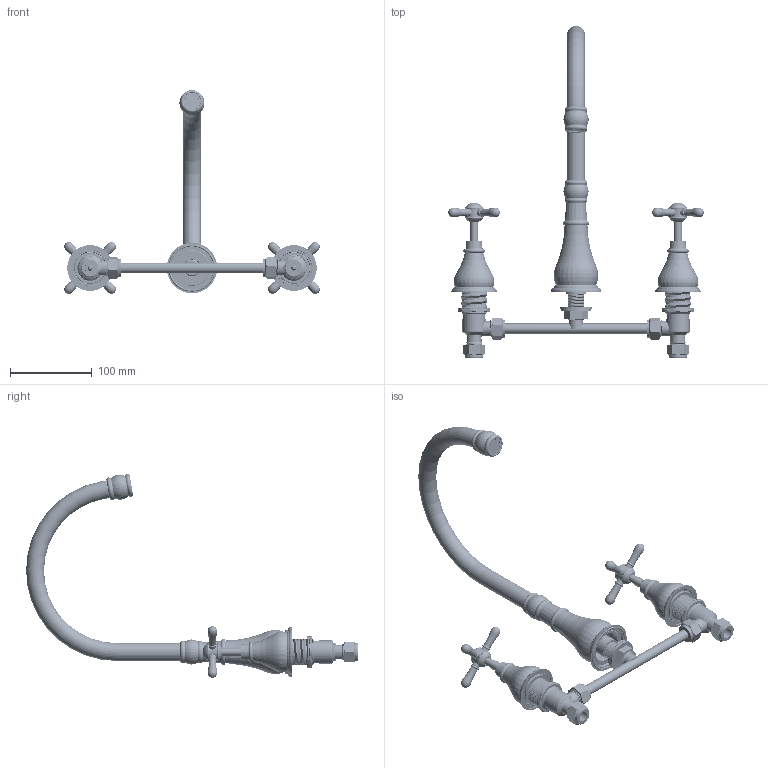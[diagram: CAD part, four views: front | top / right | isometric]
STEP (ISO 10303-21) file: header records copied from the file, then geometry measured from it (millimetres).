
FILE_DESCRIPTION (( 'STEP AP203' ), '1' );
FILE_NAME ('MV1014CH.STEP', '2020-02-26T06:53:45', ( 'Windows 蚚誧' ), ( '' ), 'SwSTEP 2.0', 'SolidWorks 2019', '' );
FILE_SCHEMA (( 'CONFIG_CONTROL_DESIGN' ));
Length unit declared in the file: millimetre
Products named in the file (54):     M70ZS02C     MV醱髓堤阨奪釱; 邧參醱髓褒概郪; 鞣羲36.5詢概裔 J05010C00; MV堤阨諳ㄗ郪ㄘ; G1-2報滇酗諉芛; 22報滇埴俔ㄗ爾諉ㄘ;    M70ZS01C     MV醱髓笘欶蚾庉簽; MV22堤阨奪蟀諉璃; MV堤阨諳;    M70ZS00C     MV醱髓笘欶 ; 220報滇豜肣諉奪郪; 砦阨郋郪; M05001P00  呿蹋縐杶; M16x1 22奪爾諉芛; MV坋趼忒梟; G03008C00   概极匐褒簽; M4X5 囀鞠褒潑芛蹟佪; 邧參報滇奪釱郪; Z19021D00  邧參翋极; 28.5X22.5X1.5綻祧菜え; 囀鞠褒潑芛蹟佪M5x12 (G12090G00); G5-8砦阨郋极; G5-8砦阨郋砎蝶え; G03009C00  邧參鞠褒簽; 双把手紫铜管（12.7X0.8X220); 110鞣羲喳喘佪裝; MV三通面盆底帽; 18x1.5 O型圈; 双把110慢开厨房主体组; 報滇埴俔郪; MV坋趼忒梟裝; MV1014ACH; 22報滇埴俔爾諉奪; 14x3 O型圈-D10.4; 40X32X1.5呿蹋菜え; MV双把面盆钟罩组件; 58x2.5 O型圈 - UA70MV三通底帽; 臟賙M21.5X1堤阨厙; 双把手紫铜管焊接头（G1-2H49); 菜え ...
Assembly tree (91 placements, depth 5):
  MV1014CH
    双把110慢开厨房主体组
      邧參報滇翋极郪
        邧參醱髓褒概郪
          Z19021D00  邧參翋极
          G03008C00   概极匐褒簽  x2
          40X32X1.5呿蹋菜え  x2
          G03009C00  邧參鞠褒簽  x2
          M05001P00  呿蹋縐杶  x2
        邧參醱髓褒概郪
          Z19021D00  邧參翋极
          G03008C00   概极匐褒簽  x2
          40X32X1.5呿蹋菜え  x2
          G03009C00  邧參鞠褒簽  x2
          M05001P00  呿蹋縐杶  x2
        220報滇豜肣諉奪郪
          双把手紫铜管（12.7X0.8X220)
          双把手紫铜管焊接头（G1-2H49)
        G03097P00   呿蹋鞠褒簽
        菜え
      MV双把面盆钟罩组件
           M70ZS00C     MV醱髓笘欶 
           M70ZS01C     MV醱髓笘欶蚾庉簽
      MV双把面盆钟罩组件
           M70ZS00C     MV醱髓笘欶 
           M70ZS01C     MV醱髓笘欶蚾庉簽
      110慢开插齿G58阀芯（36.5阀盖）
        110鞣羲喳喘佪裝
        14x3 O型圈-D10.4  x2
        鞣羲36.5詢概裔 J05010C00
        28.5X22.5X1.5綻祧菜え
        砦阨郋郪
          G5-8砦阨郋极
          G5-8砦阨郋砎蝶え
      110慢开插齿G58阀芯（36.5阀盖）
        110鞣羲喳喘佪裝
        14x3 O型圈-D10.4  x2
        鞣羲36.5詢概裔 J05010C00
        28.5X22.5X1.5綻祧菜え
        砦阨郋郪
          G5-8砦阨郋极
          G5-8砦阨郋砎蝶え
    邧參報滇奪釱郪
          M70ZS02C     MV醱髓堤阨奪釱
      MV三通面盆底帽
      G1-2報滇酗諉芛
      18x1.5 O型圈
      M4x5 囀鞠褒す傷蹟佪
      58x2.5 O型圈 - UA70MV三通底帽
    MV1014ACH
      MV堤阨諳ㄗ郪ㄘ
        MV堤阨諳
        臟賙M21.5X1堤阨厙
      報滇埴俔郪
        MV22堤阨奪蟀諉璃ㄗ郪ㄘ
          MV22堤阨奪蟀諉璃
        22報滇埴俔ㄗ爾諉ㄘ
          22報滇埴俔爾諉奪
          M16X1 22奪爾諉簽
          M16x1 22奪爾諉芛
Bounding box: 313.32 x 407.01 x 249.78 mm (x, y, z)
Volume: 295541 mm3; surface area: 291872.8 mm2
Topology: 73 solids, 73 shells, 3666 faces, 9761 edges, 6292 vertices
Faces by surface type: cylinder 1795, plane 706, cone 481, bspline 362, torus 306, sphere 16
Entity records: 143431 total; most frequent: CARTESIAN_POINT 96881, ORIENTED_EDGE 9400, DIRECTION 7334, EDGE_CURVE 4700, VERTEX_POINT 3052, AXIS2_PLACEMENT_3D 2939, EDGE_LOOP 1934, ADVANCED_FACE 1792
